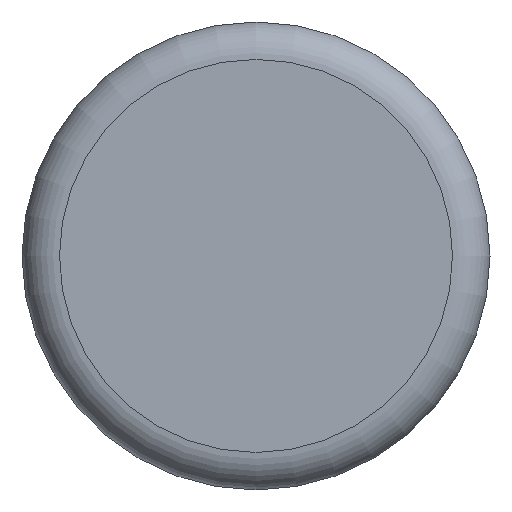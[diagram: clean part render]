
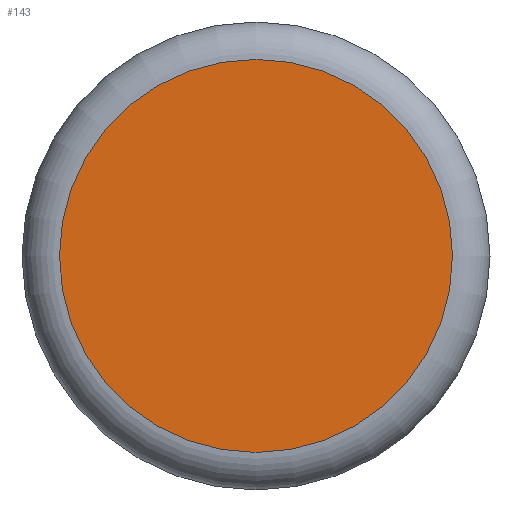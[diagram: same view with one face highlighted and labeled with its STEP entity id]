
A CAD part, top view. The second image highlights one B-rep face of the part: STEP entity #143.
In plain terms, the highlighted planar face has unit normal (0, 0, 1).
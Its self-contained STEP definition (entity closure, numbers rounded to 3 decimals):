
#143 = ADVANCED_FACE( '', ( #315 ), #316, .F. );
#315 = FACE_OUTER_BOUND( '', #514, .T. );
#316 = PLANE( '', #515 );
#514 = EDGE_LOOP( '', ( #791 ) );
#515 = AXIS2_PLACEMENT_3D( '', #792, #793, #794 );
#791 = ORIENTED_EDGE( '', *, *, #1089, .T. );
#792 = CARTESIAN_POINT( '', ( 0., 12.5, 65. ) );
#793 = DIRECTION( '', ( 0., 0., -1. ) );
#794 = DIRECTION( '', ( -1., 0., 0. ) );
#1089 = EDGE_CURVE( '', #1289, #1289, #1290, .F. );
#1289 = VERTEX_POINT( '', #1550 );
#1290 = CIRCLE( '', #1551, 10.486 );
#1550 = CARTESIAN_POINT( '', ( -10.486, 0., 65. ) );
#1551 = AXIS2_PLACEMENT_3D( '', #1801, #1802, #1803 );
#1801 = CARTESIAN_POINT( '', ( 0., 0., 65. ) );
#1802 = DIRECTION( '', ( 0., 0., -1. ) );
#1803 = DIRECTION( '', ( -1., 0., 0. ) );
